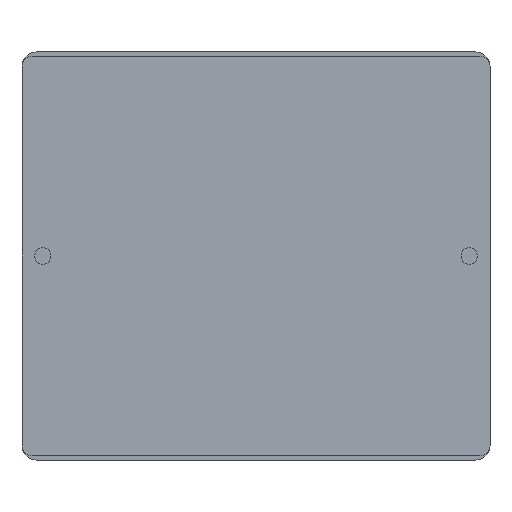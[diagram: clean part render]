
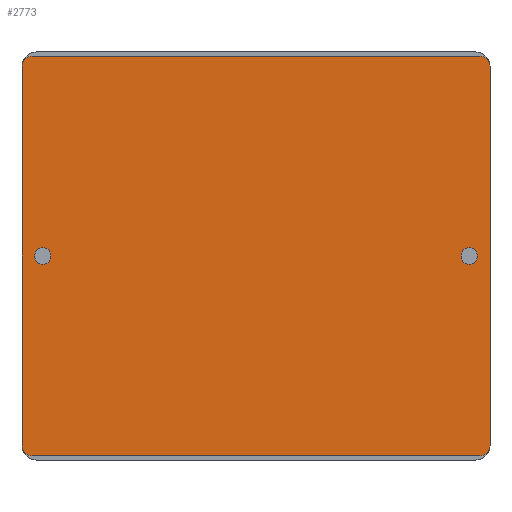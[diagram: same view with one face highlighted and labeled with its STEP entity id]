
A CAD part, front view. The second image highlights one B-rep face of the part: STEP entity #2773.
In plain terms, the highlighted planar face has unit normal (0, -1, 0).
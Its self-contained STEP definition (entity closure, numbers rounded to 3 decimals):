
#1=CARTESIAN_POINT('',(-82.,0.,0.));
#2=DIRECTION('',(0.,-1.,0.));
#3=DIRECTION('',(1.,0.,0.));
#4=AXIS2_PLACEMENT_3D('',#1,#2,#3);
#6=CARTESIAN_POINT('',(-82.,0.,0.));
#7=DIRECTION('',(0.,-1.,0.));
#8=DIRECTION('',(-1.,0.,0.));
#9=AXIS2_PLACEMENT_3D('',#6,#7,#8);
#11=CARTESIAN_POINT('',(82.,0.,0.));
#12=DIRECTION('',(0.,-1.,0.));
#13=DIRECTION('',(1.,0.,0.));
#14=AXIS2_PLACEMENT_3D('',#11,#12,#13);
#16=CARTESIAN_POINT('',(82.,0.,0.));
#17=DIRECTION('',(0.,-1.,0.));
#18=DIRECTION('',(-1.,0.,0.));
#19=AXIS2_PLACEMENT_3D('',#16,#17,#18);
#21=CARTESIAN_POINT('',(86.,0.,-72.85));
#22=DIRECTION('',(0.,-1.,0.));
#23=DIRECTION('',(0.,0.,-1.));
#24=AXIS2_PLACEMENT_3D('',#21,#22,#23);
#26=DIRECTION('',(1.,0.,0.));
#27=VECTOR('',#26,172.);
#28=CARTESIAN_POINT('',(-86.,0.,-76.85));
#29=LINE('',#28,#27);
#30=CARTESIAN_POINT('',(-86.,0.,-72.85));
#31=DIRECTION('',(0.,-1.,0.));
#32=DIRECTION('',(-1.,0.,0.));
#33=AXIS2_PLACEMENT_3D('',#30,#31,#32);
#35=DIRECTION('',(0.,0.,1.));
#36=VECTOR('',#35,145.7);
#37=CARTESIAN_POINT('',(-90.,0.,-72.85));
#38=LINE('',#37,#36);
#39=CARTESIAN_POINT('',(-86.,0.,72.85));
#40=DIRECTION('',(0.,-1.,0.));
#41=DIRECTION('',(0.,0.,1.));
#42=AXIS2_PLACEMENT_3D('',#39,#40,#41);
#44=DIRECTION('',(1.,0.,0.));
#45=VECTOR('',#44,172.);
#46=CARTESIAN_POINT('',(-86.,0.,76.85));
#47=LINE('',#46,#45);
#48=CARTESIAN_POINT('',(86.,0.,72.85));
#49=DIRECTION('',(0.,-1.,0.));
#50=DIRECTION('',(1.,0.,0.));
#51=AXIS2_PLACEMENT_3D('',#48,#49,#50);
#53=DIRECTION('',(0.,0.,-1.));
#54=VECTOR('',#53,145.7);
#55=CARTESIAN_POINT('',(90.,0.,72.85));
#56=LINE('',#55,#54);
#2287=CARTESIAN_POINT('',(86.,0.,-76.85));
#2289=VERTEX_POINT('',#2287);
#2291=CARTESIAN_POINT('',(90.,0.,-72.85));
#2292=VERTEX_POINT('',#2291);
#2295=CARTESIAN_POINT('',(-90.,0.,-72.85));
#2296=CARTESIAN_POINT('',(-86.,0.,-76.85));
#2297=VERTEX_POINT('',#2295);
#2298=VERTEX_POINT('',#2296);
#2303=CARTESIAN_POINT('',(90.,0.,72.85));
#2304=CARTESIAN_POINT('',(86.,0.,76.85));
#2305=VERTEX_POINT('',#2303);
#2306=VERTEX_POINT('',#2304);
#2311=CARTESIAN_POINT('',(-86.,0.,76.85));
#2313=VERTEX_POINT('',#2311);
#2315=CARTESIAN_POINT('',(-90.,0.,72.85));
#2316=VERTEX_POINT('',#2315);
#2435=CARTESIAN_POINT('',(-78.85,0.,0.));
#2436=CARTESIAN_POINT('',(-85.15,0.,0.));
#2437=VERTEX_POINT('',#2435);
#2438=VERTEX_POINT('',#2436);
#2439=CARTESIAN_POINT('',(85.15,0.,0.));
#2440=CARTESIAN_POINT('',(78.85,0.,0.));
#2441=VERTEX_POINT('',#2439);
#2442=VERTEX_POINT('',#2440);
#2738=CARTESIAN_POINT('',(0.,0.,0.));
#2739=DIRECTION('',(0.,1.,0.));
#2740=DIRECTION('',(1.,0.,0.));
#2741=AXIS2_PLACEMENT_3D('',#2738,#2739,#2740);
#2742=PLANE('',#2741);
#2744=ORIENTED_EDGE('',*,*,#2743,.F.);
#2746=ORIENTED_EDGE('',*,*,#2745,.F.);
#2748=ORIENTED_EDGE('',*,*,#2747,.F.);
#2750=ORIENTED_EDGE('',*,*,#2749,.T.);
#2752=ORIENTED_EDGE('',*,*,#2751,.F.);
#2754=ORIENTED_EDGE('',*,*,#2753,.T.);
#2756=ORIENTED_EDGE('',*,*,#2755,.F.);
#2758=ORIENTED_EDGE('',*,*,#2757,.T.);
#2759=EDGE_LOOP('',(#2744,#2746,#2748,#2750,#2752,#2754,#2756,#2758));
#2760=FACE_OUTER_BOUND('',#2759,.F.);
#2762=ORIENTED_EDGE('',*,*,#2761,.T.);
#2764=ORIENTED_EDGE('',*,*,#2763,.T.);
#2765=EDGE_LOOP('',(#2762,#2764));
#2766=FACE_BOUND('',#2765,.F.);
#2768=ORIENTED_EDGE('',*,*,#2767,.T.);
#2770=ORIENTED_EDGE('',*,*,#2769,.T.);
#2771=EDGE_LOOP('',(#2768,#2770));
#2772=FACE_BOUND('',#2771,.F.);
#2773=ADVANCED_FACE('',(#2760,#2766,#2772),#2742,.F.);
#5=CIRCLE('',#4,3.15);
#10=CIRCLE('',#9,3.15);
#15=CIRCLE('',#14,3.15);
#20=CIRCLE('',#19,3.15);
#25=CIRCLE('',#24,4.);
#34=CIRCLE('',#33,4.);
#43=CIRCLE('',#42,4.);
#52=CIRCLE('',#51,4.);
#2743=EDGE_CURVE('',#2289,#2292,#25,.T.);
#2745=EDGE_CURVE('',#2298,#2289,#29,.T.);
#2747=EDGE_CURVE('',#2297,#2298,#34,.T.);
#2749=EDGE_CURVE('',#2297,#2316,#38,.T.);
#2751=EDGE_CURVE('',#2313,#2316,#43,.T.);
#2753=EDGE_CURVE('',#2313,#2306,#47,.T.);
#2755=EDGE_CURVE('',#2305,#2306,#52,.T.);
#2757=EDGE_CURVE('',#2305,#2292,#56,.T.);
#2761=EDGE_CURVE('',#2441,#2442,#15,.T.);
#2763=EDGE_CURVE('',#2442,#2441,#20,.T.);
#2767=EDGE_CURVE('',#2437,#2438,#5,.T.);
#2769=EDGE_CURVE('',#2438,#2437,#10,.T.);
